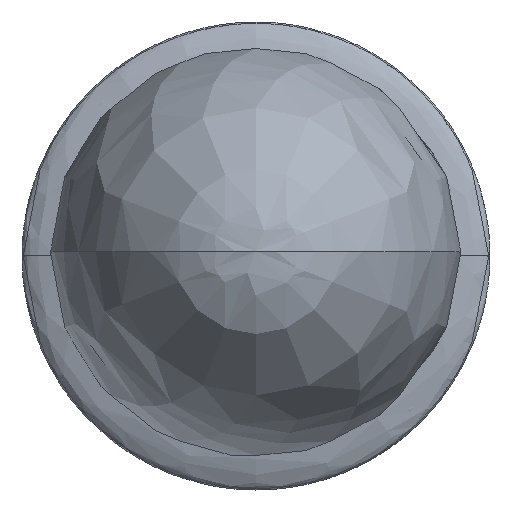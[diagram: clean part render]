
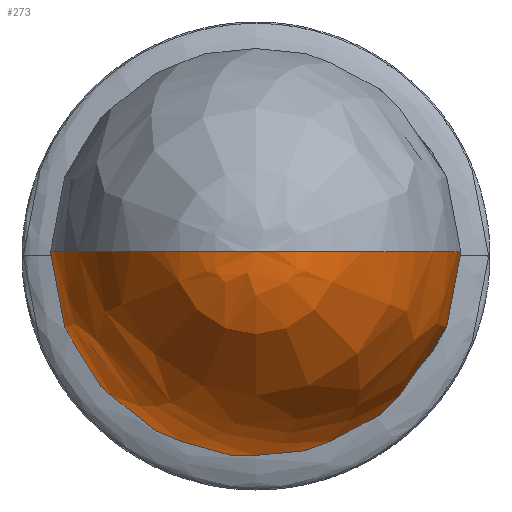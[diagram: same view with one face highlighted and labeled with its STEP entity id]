
A CAD part, top view. The second image highlights one B-rep face of the part: STEP entity #273.
In plain terms, the highlighted free-form (B-spline) face has degree [3, 2] with [5, 5] control points.
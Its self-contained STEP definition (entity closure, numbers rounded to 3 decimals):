
#273=ADVANCED_FACE('',(#900),#10007,.T.);
#900=FACE_OUTER_BOUND('',#1545,.T.);
#1545=EDGE_LOOP('',(#2606,#2607,#2608));
#2606=ORIENTED_EDGE('',*,*,#5725,.T.);
#2607=ORIENTED_EDGE('',*,*,#5727,.F.);
#2608=ORIENTED_EDGE('',*,*,#5736,.F.);
#5725=EDGE_CURVE('',#9027,#9028,#7508,.T.);
#5727=EDGE_CURVE('',#9030,#9028,#7298,.T.);
#5736=EDGE_CURVE('',#9027,#9030,#7510,.T.);
#7298=(
BOUNDED_CURVE()
B_SPLINE_CURVE(2,(#14557,#14558,#14559,#14560,#14561),.UNSPECIFIED.,.F.,
 .F.)
B_SPLINE_CURVE_WITH_KNOTS((3,2,3),(0.,120.838,241.676),
 .UNSPECIFIED.)
CURVE()
GEOMETRIC_REPRESENTATION_ITEM()
RATIONAL_B_SPLINE_CURVE((1.,0.707,1.,0.707,1.))
REPRESENTATION_ITEM('')
);
#7508=B_SPLINE_CURVE_WITH_KNOTS('',3,(#14547,#14548,#14549,#14550,#14551),
 .UNSPECIFIED.,.F.,.F.,(4,1,4),(0.,227.775,452.568),
 .UNSPECIFIED.);
#7510=B_SPLINE_CURVE_WITH_KNOTS('',3,(#14604,#14605,#14606,#14607,#14608),
 .UNSPECIFIED.,.F.,.F.,(4,1,4),(0.,227.775,452.568),
 .UNSPECIFIED.);
#9027=VERTEX_POINT('',#14492);
#9028=VERTEX_POINT('',#14493);
#9030=VERTEX_POINT('',#14495);
#10007=(
BOUNDED_SURFACE()
B_SPLINE_SURFACE(3,2,((#14242,#14243,#14244,#14245,#14246),(#14247,#14248,
#14249,#14250,#14251),(#14252,#14253,#14254,#14255,#14256),(#14257,#14258,
#14259,#14260,#14261),(#14262,#14263,#14264,#14265,#14266)),
 .UNSPECIFIED.,.F.,.F.,.F.)
B_SPLINE_SURFACE_WITH_KNOTS((4,1,4),(3,2,3),(0.,227.775,452.568),
(0.,235.593,471.187),.UNSPECIFIED.)
GEOMETRIC_REPRESENTATION_ITEM()
RATIONAL_B_SPLINE_SURFACE(((1.,0.707,1.,0.707,1.),
(1.,0.707,1.,0.707,1.),(1.,0.707,1.,
0.707,1.),(1.,0.707,1.,0.707,1.),(1.,
0.707,1.,0.707,1.)))
REPRESENTATION_ITEM('')
SURFACE()
);
#14242=CARTESIAN_POINT('',(-0.237,0.,782.573));
#14243=CARTESIAN_POINT('',(-0.237,0.,782.573));
#14244=CARTESIAN_POINT('',(-0.237,0.,782.573));
#14245=CARTESIAN_POINT('',(-0.237,0.,782.573));
#14246=CARTESIAN_POINT('',(-0.237,0.,782.573));
#14247=CARTESIAN_POINT('',(-90.811,0.,782.573));
#14248=CARTESIAN_POINT('',(-90.811,-90.574,782.573));
#14249=CARTESIAN_POINT('',(-0.237,-90.574,782.573));
#14250=CARTESIAN_POINT('',(90.336,-90.574,782.573));
#14251=CARTESIAN_POINT('',(90.336,0.,782.573));
#14252=CARTESIAN_POINT('',(-189.496,0.,570.309));
#14253=CARTESIAN_POINT('',(-189.496,-189.259,570.309));
#14254=CARTESIAN_POINT('',(-0.237,-189.259,570.309));
#14255=CARTESIAN_POINT('',(189.021,-189.259,570.309));
#14256=CARTESIAN_POINT('',(189.021,0.,570.309));
#14257=CARTESIAN_POINT('',(-125.408,0.,457.624));
#14258=CARTESIAN_POINT('',(-125.408,-125.171,457.624));
#14259=CARTESIAN_POINT('',(-0.237,-125.171,457.624));
#14260=CARTESIAN_POINT('',(124.934,-125.171,457.624));
#14261=CARTESIAN_POINT('',(124.934,0.,457.624));
#14262=CARTESIAN_POINT('',(-77.165,0.,428.802));
#14263=CARTESIAN_POINT('',(-77.165,-76.928,428.802));
#14264=CARTESIAN_POINT('',(-0.237,-76.928,428.802));
#14265=CARTESIAN_POINT('',(76.691,-76.928,428.802));
#14266=CARTESIAN_POINT('',(76.691,0.,428.802));
#14492=CARTESIAN_POINT('',(-0.237,0.,782.573));
#14493=CARTESIAN_POINT('',(-77.165,0.,428.802));
#14495=CARTESIAN_POINT('',(76.691,0.,428.802));
#14547=CARTESIAN_POINT('',(-0.237,0.,782.573));
#14548=CARTESIAN_POINT('',(-90.811,0.,782.573));
#14549=CARTESIAN_POINT('',(-189.496,0.,570.309));
#14550=CARTESIAN_POINT('',(-125.408,0.,457.624));
#14551=CARTESIAN_POINT('',(-77.165,0.,428.802));
#14557=CARTESIAN_POINT('',(76.691,0.,428.802));
#14558=CARTESIAN_POINT('',(76.691,-76.928,428.802));
#14559=CARTESIAN_POINT('',(-0.237,-76.928,428.802));
#14560=CARTESIAN_POINT('',(-77.165,-76.928,428.802));
#14561=CARTESIAN_POINT('',(-77.165,0.,428.802));
#14604=CARTESIAN_POINT('',(-0.237,0.,782.573));
#14605=CARTESIAN_POINT('',(90.336,0.,782.573));
#14606=CARTESIAN_POINT('',(189.021,0.,570.309));
#14607=CARTESIAN_POINT('',(124.934,0.,457.624));
#14608=CARTESIAN_POINT('',(76.691,0.,428.802));
